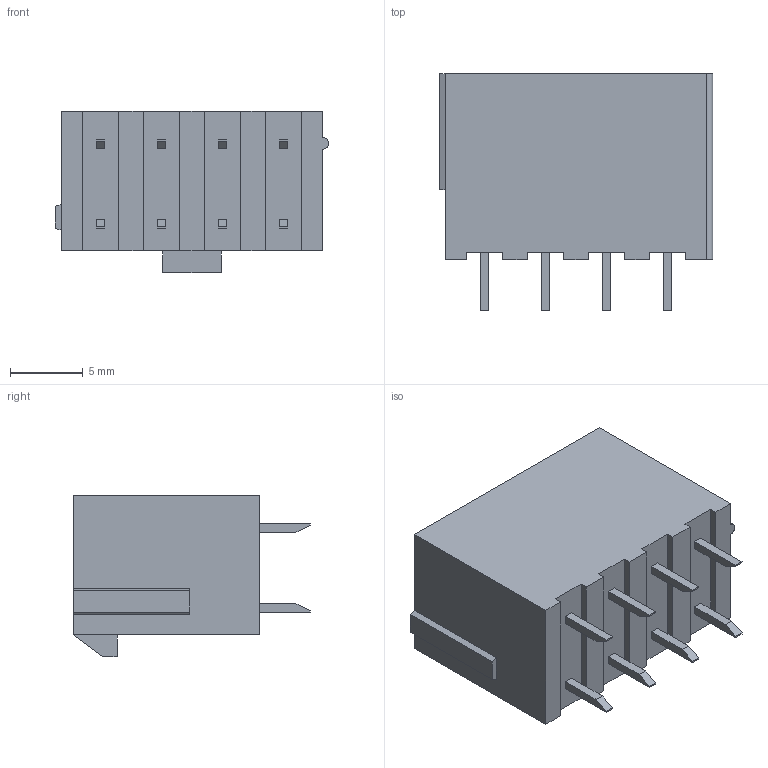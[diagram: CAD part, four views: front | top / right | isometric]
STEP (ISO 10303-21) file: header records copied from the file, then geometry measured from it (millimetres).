
FILE_DESCRIPTION (( 'STEP AP214' ), '1' );
FILE_NAME ('70374089.STEP', '2019-01-12T15:30:23', ( '' ), ( '' ), 'SwSTEP 2.0', 'SolidWorks 2018', '' );
FILE_SCHEMA (( 'AUTOMOTIVE_DESIGN' ));
Length unit declared in the file: millimetre
Products named in the file (1): 70374089
Bounding box: 18.8 x 16.3 x 11.1 mm (x, y, z)
Volume: 1254.7 mm3; surface area: 2356.1 mm2
Topology: 1 solids, 1 shells, 169 faces, 427 edges, 284 vertices
Faces by surface type: plane 168, cylinder 1
Entity records: 5001 total; most frequent: CARTESIAN_POINT 881, ORIENTED_EDGE 854, DIRECTION 769, EDGE_CURVE 427, VECTOR 425, LINE 425, VERTEX_POINT 284, EDGE_LOOP 193
